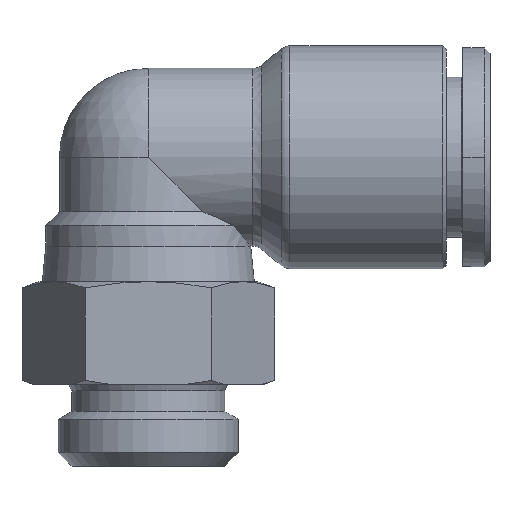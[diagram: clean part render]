
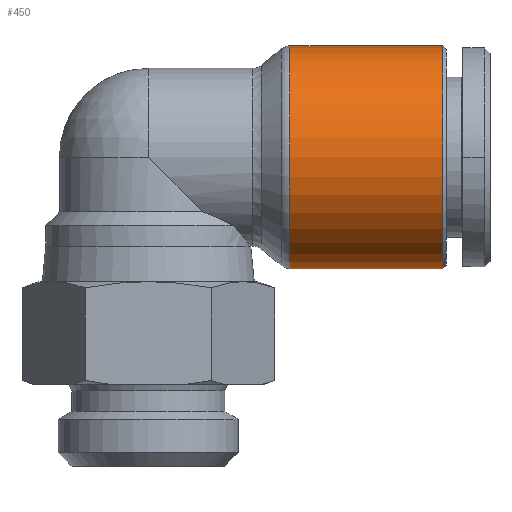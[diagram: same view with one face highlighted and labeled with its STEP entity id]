
A CAD part, front view. The second image highlights one B-rep face of the part: STEP entity #450.
In plain terms, the highlighted cylindrical face has radius 8.15 mm (diameter 16.3 mm), a partial arc.
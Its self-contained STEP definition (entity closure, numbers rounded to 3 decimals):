
#409=CARTESIAN_POINT('',(5.767,0.,0.));
#410=DIRECTION('',(1.0,0.0,0.0));
#411=DIRECTION('',(0.0,0.0,1.0));
#412=AXIS2_PLACEMENT_3D('',#409,#410,#411);
#413=CYLINDRICAL_SURFACE('',#412,8.15);
#414=CARTESIAN_POINT('',(1.126,0.,8.15));
#415=VERTEX_POINT('',#414);
#416=CARTESIAN_POINT('',(12.317,0.,8.15));
#417=VERTEX_POINT('',#416);
#418=CARTESIAN_POINT('',(1.126,0.,8.15));
#419=DIRECTION('',(1.0,0.0,0.0));
#420=VECTOR('',#419,11.191);
#421=LINE('',#418,#420);
#422=EDGE_CURVE('',#415,#417,#421,.T.);
#423=ORIENTED_EDGE('',*,*,#422,.F.);
#424=CARTESIAN_POINT('',(1.126,0.,-8.15));
#425=VERTEX_POINT('',#424);
#426=CARTESIAN_POINT('',(1.126,0.,0.));
#427=DIRECTION('',(-1.0,0.0,0.0));
#428=DIRECTION('',(0.0,0.0,-1.0));
#429=AXIS2_PLACEMENT_3D('',#426,#427,#428);
#430=CIRCLE('',#429,8.15);
#431=EDGE_CURVE('',#425,#415,#430,.T.);
#432=ORIENTED_EDGE('',*,*,#431,.F.);
#433=CARTESIAN_POINT('',(12.317,0.,-8.15));
#434=VERTEX_POINT('',#433);
#435=CARTESIAN_POINT('',(12.317,0.,-8.15));
#436=DIRECTION('',(-1.0,0.0,0.0));
#437=VECTOR('',#436,11.191);
#438=LINE('',#435,#437);
#439=EDGE_CURVE('',#434,#425,#438,.T.);
#440=ORIENTED_EDGE('',*,*,#439,.F.);
#441=CARTESIAN_POINT('',(12.317,0.,0.));
#442=DIRECTION('',(1.0,0.0,0.0));
#443=DIRECTION('',(0.0,0.0,1.0));
#444=AXIS2_PLACEMENT_3D('',#441,#442,#443);
#445=CIRCLE('',#444,8.15);
#446=EDGE_CURVE('',#417,#434,#445,.T.);
#447=ORIENTED_EDGE('',*,*,#446,.F.);
#448=EDGE_LOOP('',(#423,#432,#440,#447));
#449=FACE_OUTER_BOUND('',#448,.T.);
#450=ADVANCED_FACE('',(#449),#413,.T.);
